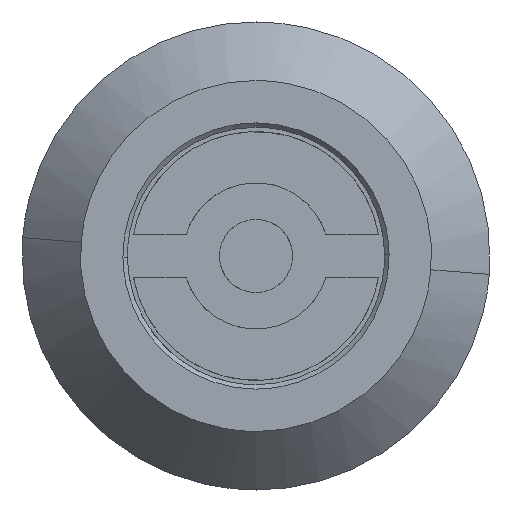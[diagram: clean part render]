
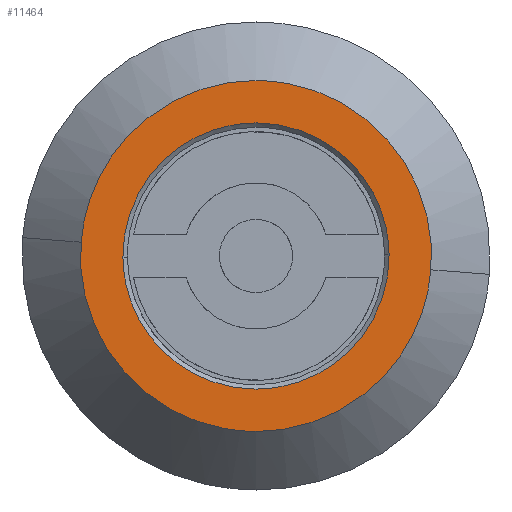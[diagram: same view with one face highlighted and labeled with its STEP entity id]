
A CAD part, front view. The second image highlights one B-rep face of the part: STEP entity #11464.
In plain terms, the highlighted free-form (B-spline) face has degree [1, 1] with [2, 2] control points.
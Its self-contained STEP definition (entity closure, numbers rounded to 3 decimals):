
#11066=CARTESIAN_POINT('',(-9.1,-6.,-0.079));
#11067=VERTEX_POINT('',#11066);
#11073=CARTESIAN_POINT('',(0.,-6.,-9.1));
#11074=VERTEX_POINT('',#11073);
#11075=CARTESIAN_POINT('',(0.,-6.,-9.1));
#11076=CARTESIAN_POINT('',(-9.021,-6.,-9.1));
#11077=CARTESIAN_POINT('',(-9.1,-6.,-0.079));
#11085=(BOUNDED_CURVE()B_SPLINE_CURVE(2,(#11075,#11076,#11077),.UNSPECIFIED.,.F.,.U.)B_SPLINE_CURVE_WITH_KNOTS((3,3),(0.5,0.748),.UNSPECIFIED.)CURVE()GEOMETRIC_REPRESENTATION_ITEM()RATIONAL_B_SPLINE_CURVE((1.0,0.709,0.996))REPRESENTATION_ITEM(''));
#11086=EDGE_CURVE('',#11074,#11067,#11085,.T.);
#11088=CARTESIAN_POINT('',(9.1,-6.,0.079));
#11089=VERTEX_POINT('',#11088);
#11090=CARTESIAN_POINT('',(9.1,-6.,0.079));
#11091=CARTESIAN_POINT('',(9.1,-6.,0.04));
#11092=CARTESIAN_POINT('',(9.1,-6.,0.));
#11093=CARTESIAN_POINT('',(9.1,-6.,-9.1));
#11094=CARTESIAN_POINT('',(0.,-6.,-9.1));
#11102=(BOUNDED_CURVE()B_SPLINE_CURVE(2,(#11090,#11091,#11092,#11093,#11094),.UNSPECIFIED.,.F.,.U.)B_SPLINE_CURVE_WITH_KNOTS((3,2,3),(0.248,0.25,0.5),.UNSPECIFIED.)CURVE()GEOMETRIC_REPRESENTATION_ITEM()RATIONAL_B_SPLINE_CURVE((0.996,0.998,1.0,0.707,1.0))REPRESENTATION_ITEM(''));
#11103=EDGE_CURVE('',#11089,#11074,#11102,.T.);
#11137=CARTESIAN_POINT('',(0.,-6.,9.1));
#11138=VERTEX_POINT('',#11137);
#11139=CARTESIAN_POINT('',(0.,-6.,9.1));
#11140=CARTESIAN_POINT('',(9.021,-6.,9.1));
#11141=CARTESIAN_POINT('',(9.1,-6.,0.079));
#11149=(BOUNDED_CURVE()B_SPLINE_CURVE(2,(#11139,#11140,#11141),.UNSPECIFIED.,.F.,.U.)B_SPLINE_CURVE_WITH_KNOTS((3,3),(0.0,0.248),.UNSPECIFIED.)CURVE()GEOMETRIC_REPRESENTATION_ITEM()RATIONAL_B_SPLINE_CURVE((1.0,0.709,0.996))REPRESENTATION_ITEM(''));
#11150=EDGE_CURVE('',#11138,#11089,#11149,.T.);
#11152=CARTESIAN_POINT('',(-9.1,-6.,-0.079));
#11153=CARTESIAN_POINT('',(-9.1,-6.,-0.04));
#11154=CARTESIAN_POINT('',(-9.1,-6.,0.));
#11155=CARTESIAN_POINT('',(-9.1,-6.,9.1));
#11156=CARTESIAN_POINT('',(0.,-6.,9.1));
#11164=(BOUNDED_CURVE()B_SPLINE_CURVE(2,(#11152,#11153,#11154,#11155,#11156),.UNSPECIFIED.,.F.,.U.)B_SPLINE_CURVE_WITH_KNOTS((3,2,3),(0.748,0.75,1.0),.UNSPECIFIED.)CURVE()GEOMETRIC_REPRESENTATION_ITEM()RATIONAL_B_SPLINE_CURVE((0.996,0.998,1.0,0.707,1.0))REPRESENTATION_ITEM(''));
#11165=EDGE_CURVE('',#11067,#11138,#11164,.T.);
#11342=CARTESIAN_POINT('',(-11.963,-6.,0.942));
#11343=VERTEX_POINT('',#11342);
#11349=CARTESIAN_POINT('',(0.,-6.,12.));
#11350=VERTEX_POINT('',#11349);
#11351=CARTESIAN_POINT('',(0.,-6.,12.));
#11352=CARTESIAN_POINT('',(-11.093,-6.,12.));
#11353=CARTESIAN_POINT('',(-11.963,-6.,0.942));
#11361=(BOUNDED_CURVE()B_SPLINE_CURVE(2,(#11351,#11352,#11353),.UNSPECIFIED.,.F.,.U.)B_SPLINE_CURVE_WITH_KNOTS((3,3),(0.0,0.236),.UNSPECIFIED.)CURVE()GEOMETRIC_REPRESENTATION_ITEM()RATIONAL_B_SPLINE_CURVE((1.0,0.723,0.97))REPRESENTATION_ITEM(''));
#11362=EDGE_CURVE('',#11350,#11343,#11361,.T.);
#11364=CARTESIAN_POINT('',(11.963,-6.,-0.942));
#11365=VERTEX_POINT('',#11364);
#11366=CARTESIAN_POINT('',(11.963,-6.,-0.942));
#11367=CARTESIAN_POINT('',(12.,-6.,-0.471));
#11368=CARTESIAN_POINT('',(12.,-6.,0.));
#11369=CARTESIAN_POINT('',(12.,-6.,12.));
#11370=CARTESIAN_POINT('',(0.,-6.,12.));
#11378=(BOUNDED_CURVE()B_SPLINE_CURVE(2,(#11366,#11367,#11368,#11369,#11370),.UNSPECIFIED.,.F.,.U.)B_SPLINE_CURVE_WITH_KNOTS((3,2,3),(0.736,0.75,1.0),.UNSPECIFIED.)CURVE()GEOMETRIC_REPRESENTATION_ITEM()RATIONAL_B_SPLINE_CURVE((0.97,0.984,1.0,0.707,1.0))REPRESENTATION_ITEM(''));
#11379=EDGE_CURVE('',#11365,#11350,#11378,.T.);
#11413=CARTESIAN_POINT('',(0.,-6.,-12.));
#11414=VERTEX_POINT('',#11413);
#11415=CARTESIAN_POINT('',(0.,-6.,-12.));
#11416=CARTESIAN_POINT('',(11.093,-6.,-12.));
#11417=CARTESIAN_POINT('',(11.963,-6.,-0.942));
#11425=(BOUNDED_CURVE()B_SPLINE_CURVE(2,(#11415,#11416,#11417),.UNSPECIFIED.,.F.,.U.)B_SPLINE_CURVE_WITH_KNOTS((3,3),(0.5,0.736),.UNSPECIFIED.)CURVE()GEOMETRIC_REPRESENTATION_ITEM()RATIONAL_B_SPLINE_CURVE((1.0,0.723,0.97))REPRESENTATION_ITEM(''));
#11426=EDGE_CURVE('',#11414,#11365,#11425,.T.);
#11428=CARTESIAN_POINT('',(-11.963,-6.,0.942));
#11429=CARTESIAN_POINT('',(-12.,-6.,0.471));
#11430=CARTESIAN_POINT('',(-12.,-6.,0.));
#11431=CARTESIAN_POINT('',(-12.,-6.,-12.));
#11432=CARTESIAN_POINT('',(0.,-6.,-12.));
#11440=(BOUNDED_CURVE()B_SPLINE_CURVE(2,(#11428,#11429,#11430,#11431,#11432),.UNSPECIFIED.,.F.,.U.)B_SPLINE_CURVE_WITH_KNOTS((3,2,3),(0.236,0.25,0.5),.UNSPECIFIED.)CURVE()GEOMETRIC_REPRESENTATION_ITEM()RATIONAL_B_SPLINE_CURVE((0.97,0.984,1.0,0.707,1.0))REPRESENTATION_ITEM(''));
#11441=EDGE_CURVE('',#11343,#11414,#11440,.T.);
#11447=CARTESIAN_POINT('',(13.195,-6.,-13.199));
#11448=CARTESIAN_POINT('',(13.195,-6.,13.199));
#11449=CARTESIAN_POINT('',(-13.195,-6.,-13.199));
#11450=CARTESIAN_POINT('',(-13.195,-6.,13.199));
#11451=B_SPLINE_SURFACE_WITH_KNOTS('',1,1,((#11447,#11449),(#11448,#11450)),.UNSPECIFIED.,.F.,.F.,.U.,(2,2),(2,2),(0.0,26.398),(0.0,26.39),.UNSPECIFIED.);
#11452=ORIENTED_EDGE('',*,*,#11362,.T.);
#11453=ORIENTED_EDGE('',*,*,#11441,.T.);
#11454=ORIENTED_EDGE('',*,*,#11426,.T.);
#11455=ORIENTED_EDGE('',*,*,#11379,.T.);
#11456=EDGE_LOOP('',(#11452,#11453,#11454,#11455));
#11457=FACE_OUTER_BOUND('',#11456,.T.);
#11458=ORIENTED_EDGE('',*,*,#11150,.T.);
#11459=ORIENTED_EDGE('',*,*,#11103,.T.);
#11460=ORIENTED_EDGE('',*,*,#11086,.T.);
#11461=ORIENTED_EDGE('',*,*,#11165,.T.);
#11462=EDGE_LOOP('',(#11458,#11459,#11460,#11461));
#11463=FACE_BOUND('',#11462,.T.);
#11464=ADVANCED_FACE('',(#11457,#11463),#11451,.T.);
